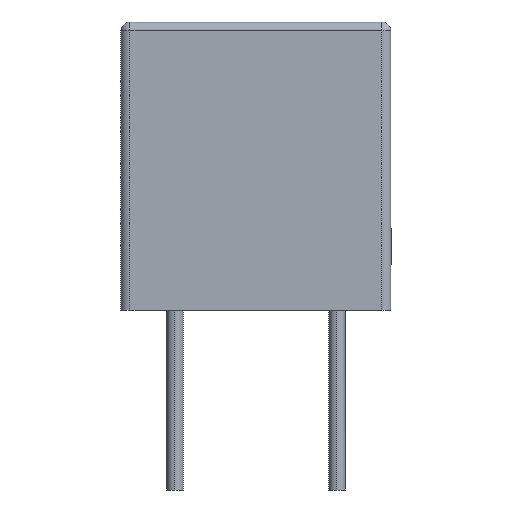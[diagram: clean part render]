
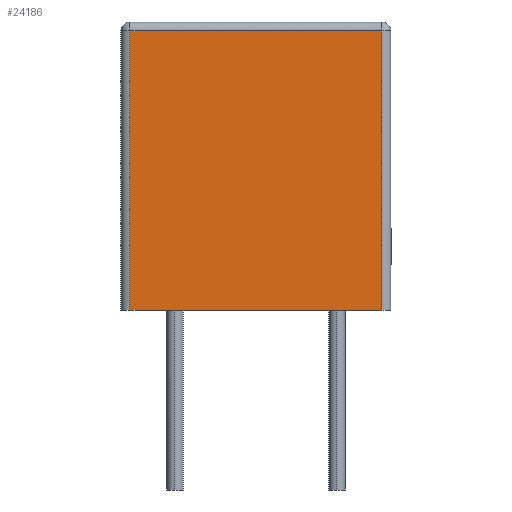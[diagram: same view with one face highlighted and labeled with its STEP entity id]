
A CAD part, left-side view. The second image highlights one B-rep face of the part: STEP entity #24186.
In plain terms, the highlighted planar face has unit normal (-1, 0, 0).
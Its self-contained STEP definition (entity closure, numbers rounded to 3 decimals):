
#1717 = EDGE_CURVE ( 'NONE', #23579, #17172, #28490, .T. ) ;
#2764 = VERTEX_POINT ( 'NONE', #28346 ) ;
#3802 = DIRECTION ( 'NONE',  ( 0., -1., 0. ) ) ;
#4454 = FACE_OUTER_BOUND ( 'NONE', #6818, .T. ) ;
#4792 = ORIENTED_EDGE ( 'NONE', *, *, #11358, .T. ) ;
#4900 = LINE ( 'NONE', #11448, #25897 ) ;
#6591 = CARTESIAN_POINT ( 'NONE',  ( -6.25, -3.5, -8. ) ) ;
#6818 = EDGE_LOOP ( 'NONE', ( #22366, #4792, #11940, #29106 ) ) ;
#6898 = VERTEX_POINT ( 'NONE', #24852 ) ;
#8441 = CARTESIAN_POINT ( 'NONE',  ( -6.25, 3.5, -8. ) ) ;
#8918 = DIRECTION ( 'NONE',  ( 0., 0., 1. ) ) ;
#11358 = EDGE_CURVE ( 'NONE', #17172, #6898, #25507, .T. ) ;
#11448 = CARTESIAN_POINT ( 'NONE',  ( -6.25, 3.5, -8. ) ) ;
#11878 = VECTOR ( 'NONE', #23132, 1000. ) ;
#11930 = CARTESIAN_POINT ( 'NONE',  ( -6.25, -3.5, -8. ) ) ;
#11940 = ORIENTED_EDGE ( 'NONE', *, *, #25187, .T. ) ;
#12231 = VECTOR ( 'NONE', #3802, 1000. ) ;
#12372 = AXIS2_PLACEMENT_3D ( 'NONE', #17634, #29000, #8918 ) ;
#12911 = VECTOR ( 'NONE', #15720, 1000. ) ;
#13937 = DIRECTION ( 'NONE',  ( 0., 0., -1. ) ) ;
#15720 = DIRECTION ( 'NONE',  ( 0., 1., 0. ) ) ;
#15821 = EDGE_CURVE ( 'NONE', #2764, #23579, #4900, .T. ) ;
#17172 = VERTEX_POINT ( 'NONE', #6591 ) ;
#17634 = CARTESIAN_POINT ( 'NONE',  ( -6.25, -3.75, -8. ) ) ;
#19982 = CARTESIAN_POINT ( 'NONE',  ( -6.25, -3.75, -0.25 ) ) ;
#22366 = ORIENTED_EDGE ( 'NONE', *, *, #1717, .T. ) ;
#23132 = DIRECTION ( 'NONE',  ( 0., 0., 1. ) ) ;
#23579 = VERTEX_POINT ( 'NONE', #8441 ) ;
#24186 = ADVANCED_FACE ( 'NONE', ( #4454 ), #29137, .T. ) ;
#24406 = LINE ( 'NONE', #19982, #12911 ) ;
#24852 = CARTESIAN_POINT ( 'NONE',  ( -6.25, -3.5, -0.25 ) ) ;
#25187 = EDGE_CURVE ( 'NONE', #6898, #2764, #24406, .T. ) ;
#25507 = LINE ( 'NONE', #11930, #11878 ) ;
#25897 = VECTOR ( 'NONE', #13937, 1000. ) ;
#26429 = CARTESIAN_POINT ( 'NONE',  ( -6.25, -3.75, -8. ) ) ;
#28346 = CARTESIAN_POINT ( 'NONE',  ( -6.25, 3.5, -0.25 ) ) ;
#28490 = LINE ( 'NONE', #26429, #12231 ) ;
#29000 = DIRECTION ( 'NONE',  ( -1., 0., 0. ) ) ;
#29106 = ORIENTED_EDGE ( 'NONE', *, *, #15821, .T. ) ;
#29137 = PLANE ( 'NONE',  #12372 ) ;
